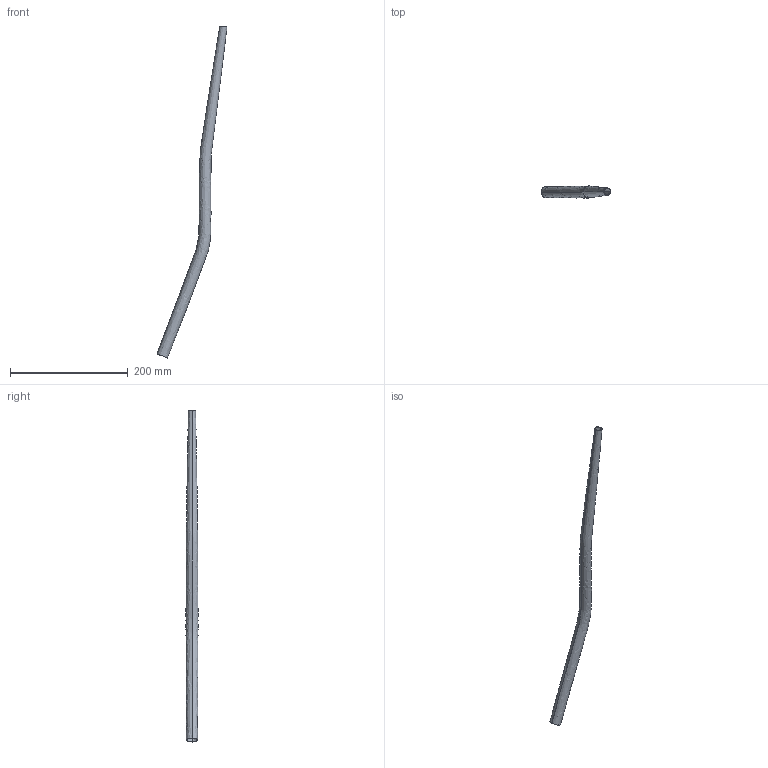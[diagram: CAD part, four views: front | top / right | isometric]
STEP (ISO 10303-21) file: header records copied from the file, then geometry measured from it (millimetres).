
FILE_DESCRIPTION (( 'STEP AP214' ), '1' );
FILE_NAME ('TBE-MPV190B6022 19mm Zero Uno MTB S Bend Seatstay.STEP', '2024-02-11T19:24:40', ( '' ), ( '' ), 'SwSTEP 2.0', 'SolidWorks 2022', '' );
FILE_SCHEMA (( 'AUTOMOTIVE_DESIGN' ));
Length unit declared in the file: millimetre
Products named in the file (1): TBE-MPV190B6022 19mm Zero Uno MTB S Bend Seatstay
Bounding box: 118.91 x 20.43 x 564.27 mm (x, y, z)
Volume: 22381.3 mm3; surface area: 64259.5 mm2
Topology: 1 solids, 1 shells, 6 faces, 12 edges, 8 vertices
Faces by surface type: bspline 4, plane 2
Entity records: 1086 total; most frequent: CARTESIAN_POINT 931, ORIENTED_EDGE 24, DIRECTION 22, EDGE_CURVE 12, AXIS2_PLACEMENT_3D 11, CIRCLE 8, VERTEX_POINT 8, EDGE_LOOP 8
